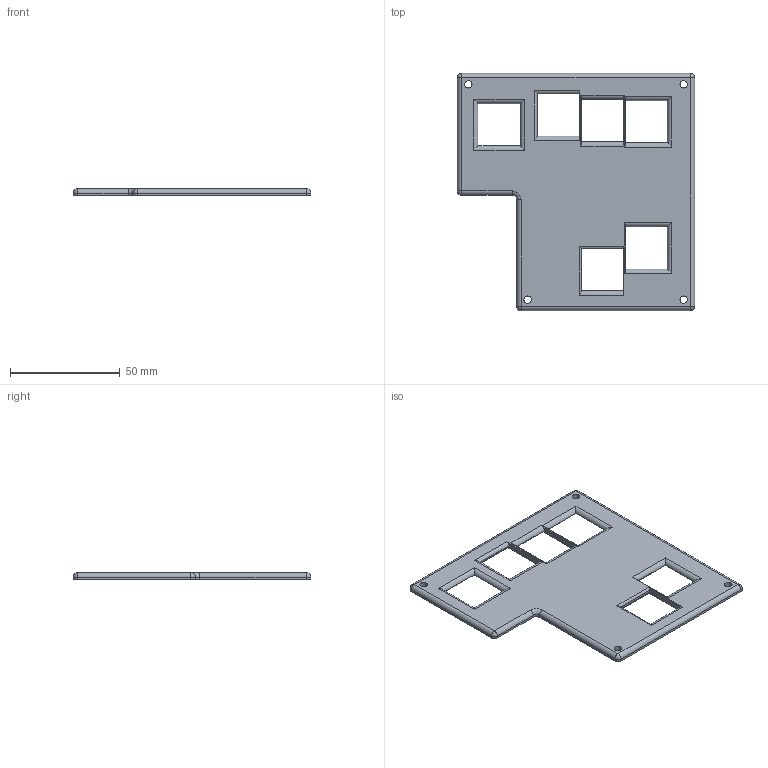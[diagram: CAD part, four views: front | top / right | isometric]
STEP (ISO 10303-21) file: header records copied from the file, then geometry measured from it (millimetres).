
FILE_DESCRIPTION(/* description */ ('','CAx-IF Rec.Pracs.---Representation and Presentation of Product Manufacturing Information (PMI)---4.0---2014-10-13'),/* implementation_level */ '2;1');
FILE_NAME(/* name */ 'Lid.step',/* time_stamp */ '2025-02-16T14:36:21-05:00',/* author */ (''),/* organization */ (''),/* preprocessor_version */ 'ST-DEVELOPER v20',/* originating_system */ 'Autodesk Translation Framework v13.20.0.188',/* authorisation */ '');
FILE_SCHEMA (('AP242_MANAGED_MODEL_BASED_3D_ENGINEERING_MIM_LF { 1 0 10303 442 1 1 4 }'));
Length unit declared in the file: millimetre
Products named in the file (1): Pad
Bounding box: 108 x 108 x 3 mm (x, y, z)
Volume: 23194.5 mm3; surface area: 17932.9 mm2
Topology: 1 solids, 1 shells, 86 faces, 222 edges, 138 vertices
Faces by surface type: cylinder 62, plane 18, sphere 5, torus 1
Full cylindrical faces by diameter (mm): 3.4 x4
Entity records: 2770 total; most frequent: CARTESIAN_POINT 586, DIRECTION 450, ORIENTED_EDGE 444, EDGE_CURVE 222, AXIS2_PLACEMENT_3D 166, VERTEX_POINT 138, LINE 118, VECTOR 118
